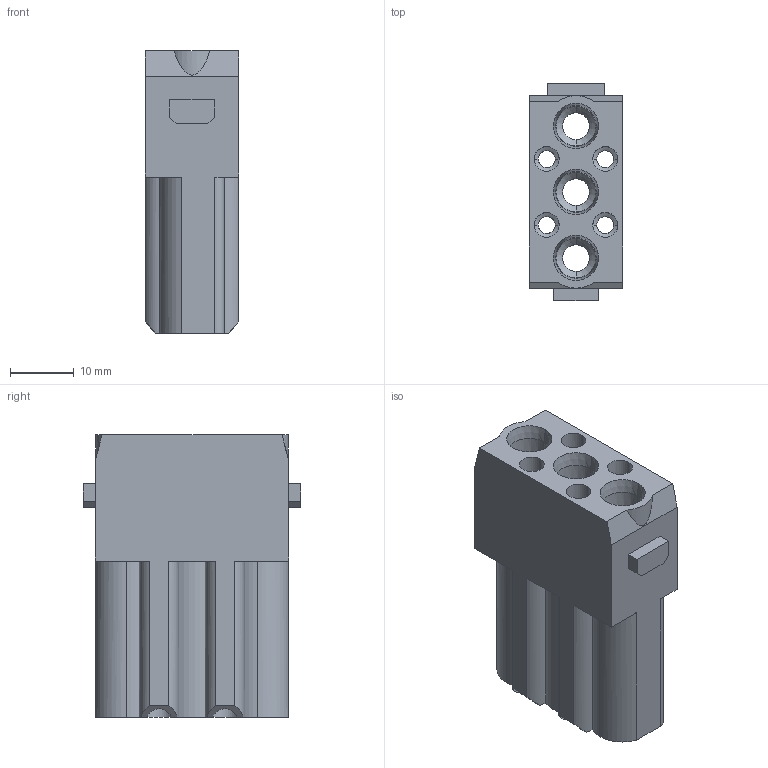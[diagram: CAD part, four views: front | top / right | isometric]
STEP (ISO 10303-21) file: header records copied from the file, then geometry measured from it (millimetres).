
FILE_DESCRIPTION(('CATIA V5 STEP Exchange','CAx-IF Rec.Pracs.--- Model Styling and Organization---1.4--- 2014-01-23'),'2;1');
FILE_NAME ('1255373-1_1', '2021-01-27T14:08:58+00:00', ('none'), ('Weidmueller'), 'CATIA Version 5-6 Release 2016 SP3 HF44', 'CATIA V5 STEP AP214', 'none');
FILE_SCHEMA(('AUTOMOTIVE_DESIGN { 1 0 10303 214 1 1 1 1 }'));
Length unit declared in the file: millimetre
Products named in the file (1): 2748360000
Bounding box: 14.6 x 34.1 x 44.3 mm (x, y, z)
Volume: 9805.1 mm3; surface area: 10503.1 mm2
Topology: 1 solids, 1 shells, 150 faces, 386 edges, 250 vertices
Faces by surface type: cylinder 58, plane 52, cone 40
Entity records: 5106 total; most frequent: CARTESIAN_POINT 1564, ORIENTED_EDGE 772, DIRECTION 609, EDGE_CURVE 386, AXIS2_PLACEMENT_3D 272, VERTEX_POINT 250, VECTOR 196, LINE 196
